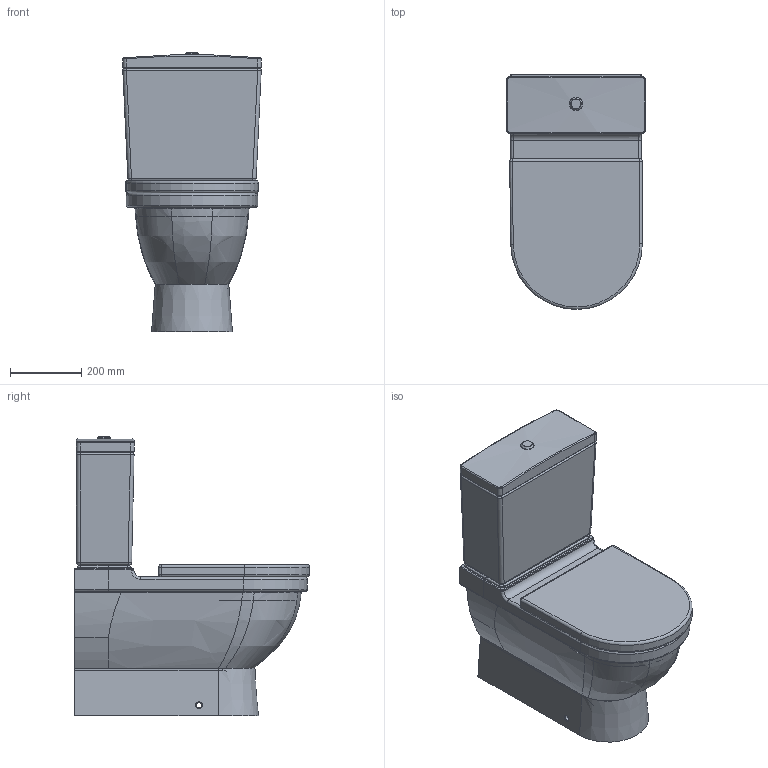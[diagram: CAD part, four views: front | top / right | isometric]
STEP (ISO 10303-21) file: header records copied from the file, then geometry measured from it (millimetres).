
FILE_DESCRIPTION((''),'2;1');
FILE_NAME('012809.stp','2007-08-06T09:10:25',('Huebner'),(''),'Autodesk Inventor 11','Autodesk Inventor 11','');
FILE_SCHEMA(('AUTOMOTIVE_DESIGN { 1 0 10303 214 1 1 1 1 }'));
Length unit declared in the file: millimetre
Products named in the file (5): 012809; 006381; 092000; Spülkastenstopfen
Assembly tree (4 placements, depth 2):
  012809
    012809
    006381
    092000
    Spülkastenstopfen
Bounding box: 389.5 x 660.89 x 787.36 mm (x, y, z)
Volume: 70120338.4 mm3; surface area: 2274039.7 mm2
Topology: 5 solids, 5 shells, 256 faces, 583 edges, 344 vertices
Faces by surface type: bspline 77, cylinder 76, plane 74, torus 22, sphere 4, cone 3
Full cylindrical faces by diameter (mm): 15 x1, 20 x4, 26 x2, 60 x1, 95 x2, 102 x2
Entity records: 26385 total; most frequent: CARTESIAN_POINT 21023, ORIENTED_EDGE 1112, DIRECTION 989, EDGE_CURVE 556, AXIS2_PLACEMENT_3D 387, VERTEX_POINT 340, EDGE_LOOP 290, FACE_OUTER_BOUND 256
